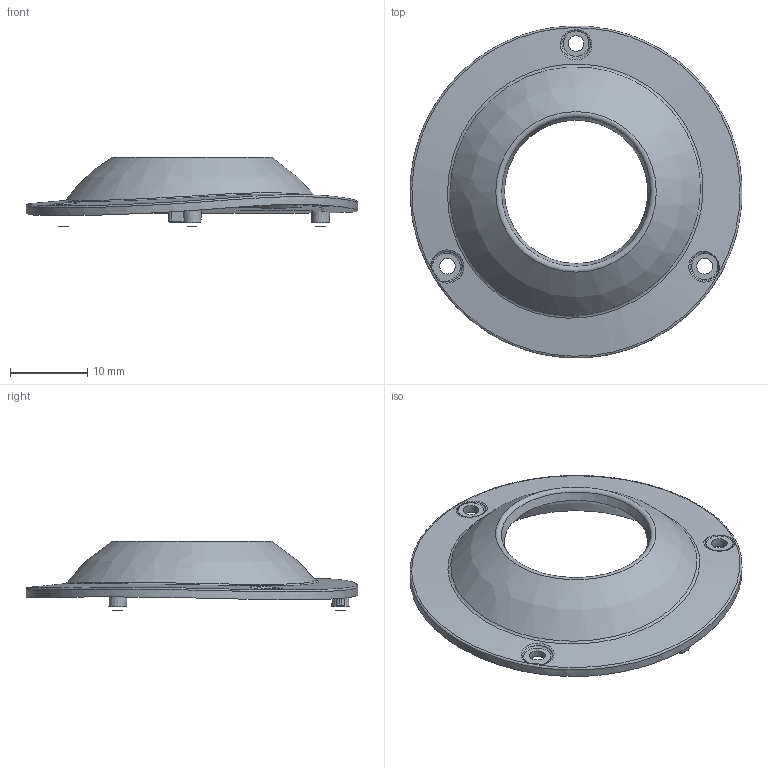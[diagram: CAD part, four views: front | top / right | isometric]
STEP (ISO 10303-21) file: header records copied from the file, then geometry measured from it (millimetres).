
FILE_DESCRIPTION(/* description */ (''),/* implementation_level */ '2;1');
FILE_NAME(/* name */ 'GatePlateRound.step',/* time_stamp */ '2025-09-15T12:51:43-07:00',/* author */ (''),/* organization */ (''),/* preprocessor_version */ 'ST-DEVELOPER v20.1',/* originating_system */ 'Autodesk Translation Framework v14.17.0.0',/* authorisation */ '');
FILE_SCHEMA (('AUTOMOTIVE_DESIGN { 1 0 10303 214 3 1 1 }'));
Length unit declared in the file: millimetre
Products named in the file (1): GatePlateRound
Bounding box: 43 x 43.01 x 9.02 mm (x, y, z)
Volume: 2143.2 mm3; surface area: 2979.3 mm2
Topology: 1 solids, 1 shells, 42 faces, 100 edges, 67 vertices
Faces by surface type: bspline 11, cone 11, plane 10, cylinder 5, torus 3, sphere 2
Entity records: 3426 total; most frequent: CARTESIAN_POINT 2486, ORIENTED_EDGE 200, DIRECTION 151, EDGE_CURVE 100, VERTEX_POINT 67, AXIS2_PLACEMENT_3D 64, EDGE_LOOP 57, B_SPLINE_CURVE_WITH_KNOTS 45
